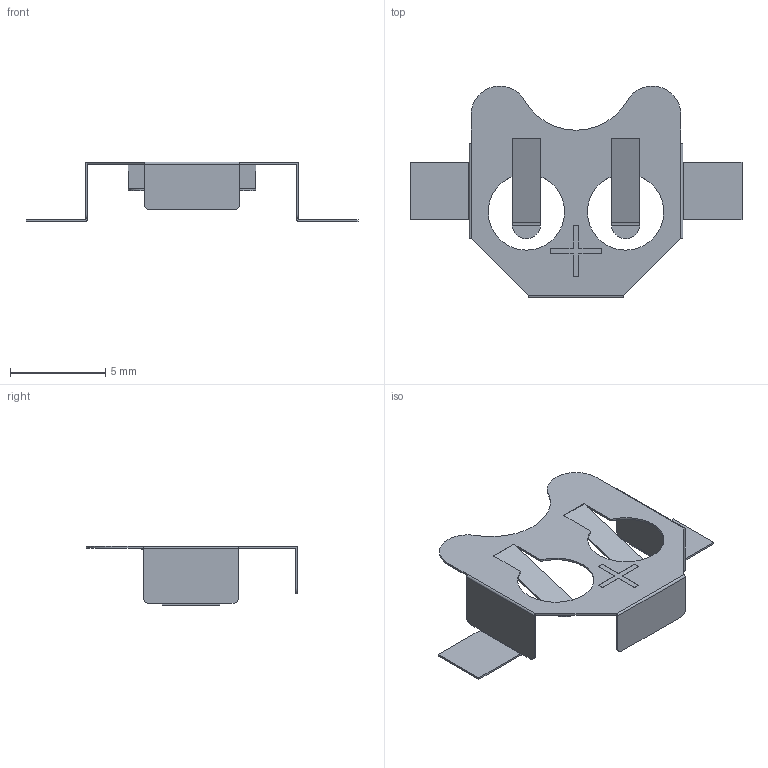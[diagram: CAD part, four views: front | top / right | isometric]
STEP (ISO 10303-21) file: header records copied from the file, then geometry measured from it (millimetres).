
FILE_DESCRIPTION(('FreeCAD Model'),'2;1');
FILE_NAME( 'Battery Retainer.step', '2017-04-28T13:53:50',('kicad StepUp'),('ksu MCAD'), 'Open CASCADE STEP processor 6.8','FreeCAD','Unknown');
FILE_SCHEMA(('AUTOMOTIVE_DESIGN_CC2 { 1 2 10303 214 -1 1 5 4 }'));
Length unit declared in the file: millimetre
Products named in the file (1): Battery_Retainer
Bounding box: 17.4 x 11.1 x 3.12 mm (x, y, z)
Volume: 14.6 mm3; surface area: 305.7 mm2
Topology: 1 solids, 1 shells, 94 faces, 257 edges, 166 vertices
Faces by surface type: plane 66, cylinder 28
Entity records: 3162 total; most frequent: CARTESIAN_POINT 718, ORIENTED_EDGE 514, DIRECTION 495, EDGE_CURVE 257, LINE 193, VECTOR 193, VERTEX_POINT 166, AXIS2_PLACEMENT_3D 151
